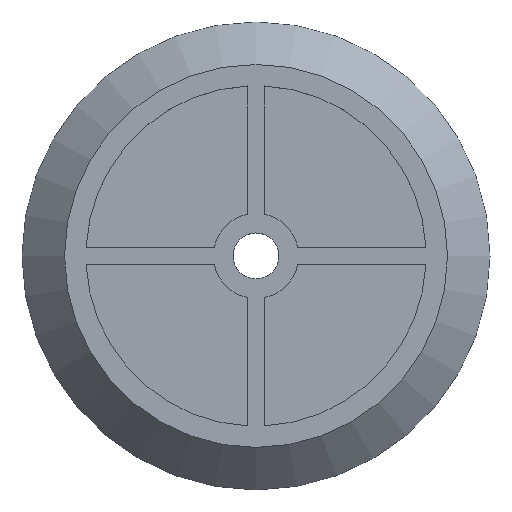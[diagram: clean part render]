
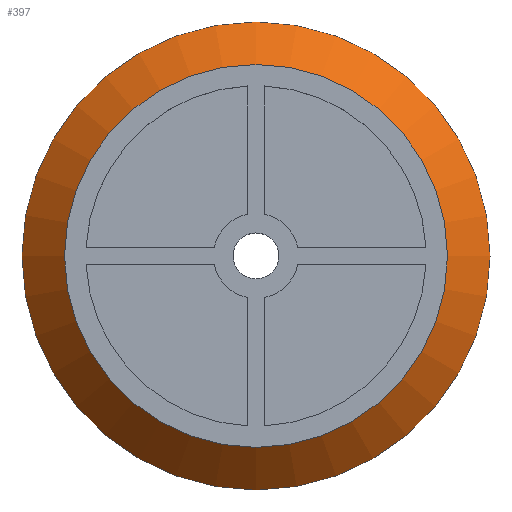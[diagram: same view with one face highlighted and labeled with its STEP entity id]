
A CAD part, top view. The second image highlights one B-rep face of the part: STEP entity #397.
In plain terms, the highlighted conical face has half-angle 45 degrees and reference radius 27.5 mm.
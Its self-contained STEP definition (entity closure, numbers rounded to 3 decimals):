
#20=CONICAL_SURFACE('',#454,27.5,0.785);
#46=CIRCLE('',#449,22.5);
#49=CIRCLE('',#453,27.5);
#114=ORIENTED_EDGE('',*,*,#200,.F.);
#115=ORIENTED_EDGE('',*,*,#203,.F.);
#200=EDGE_CURVE('',#238,#238,#46,.F.);
#203=EDGE_CURVE('',#241,#241,#49,.T.);
#238=VERTEX_POINT('',#679);
#241=VERTEX_POINT('',#686);
#325=EDGE_LOOP('',(#114));
#326=EDGE_LOOP('',(#115));
#357=FACE_BOUND('',#325,.T.);
#358=FACE_BOUND('',#326,.T.);
#397=ADVANCED_FACE('',(#357,#358),#20,.T.);
#449=AXIS2_PLACEMENT_3D('',#678,#553,#554);
#453=AXIS2_PLACEMENT_3D('',#685,#561,#562);
#454=AXIS2_PLACEMENT_3D('',#687,#563,#564);
#553=DIRECTION('',(0.,0.,-1.));
#554=DIRECTION('',(-1.,0.,0.));
#561=DIRECTION('',(0.,0.,-1.));
#562=DIRECTION('',(1.,0.,0.));
#563=DIRECTION('',(0.,0.,-1.));
#564=DIRECTION('',(-1.,0.,0.));
#678=CARTESIAN_POINT('',(0.,0.,5.));
#679=CARTESIAN_POINT('',(-22.5,0.,5.));
#685=CARTESIAN_POINT('',(0.,0.,0.));
#686=CARTESIAN_POINT('',(27.5,0.,0.));
#687=CARTESIAN_POINT('',(0.,0.,0.));
